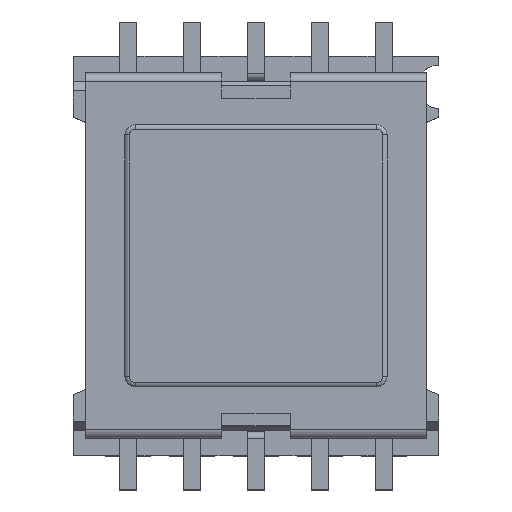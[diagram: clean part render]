
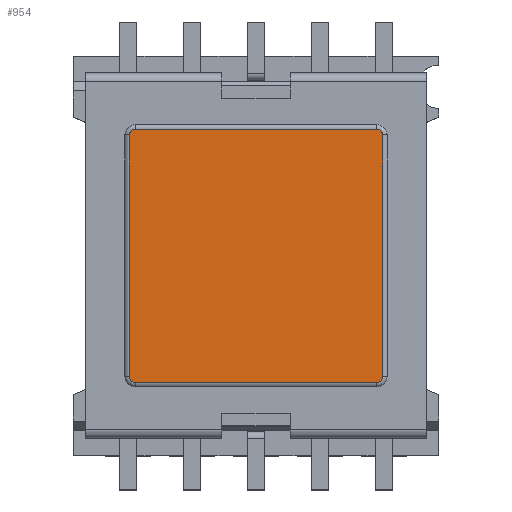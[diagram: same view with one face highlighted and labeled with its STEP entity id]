
A CAD part, top view. The second image highlights one B-rep face of the part: STEP entity #954.
In plain terms, the highlighted planar face has unit normal (0, 0, 1).
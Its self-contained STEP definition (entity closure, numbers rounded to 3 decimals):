
#954 = ADVANCED_FACE( '', ( #1991 ), #1992, .F. );
#1991 = FACE_OUTER_BOUND( '', #2883, .T. );
#1992 = PLANE( '', #2884 );
#2883 = EDGE_LOOP( '', ( #6333, #6334, #6335, #6336, #6337, #6338, #6339, #6340 ) );
#2884 = AXIS2_PLACEMENT_3D( '', #6341, #6342, #6343 );
#6333 = ORIENTED_EDGE( '', *, *, #7869, .T. );
#6334 = ORIENTED_EDGE( '', *, *, #7866, .T. );
#6335 = ORIENTED_EDGE( '', *, *, #7871, .T. );
#6336 = ORIENTED_EDGE( '', *, *, #7875, .T. );
#6337 = ORIENTED_EDGE( '', *, *, #7879, .T. );
#6338 = ORIENTED_EDGE( '', *, *, #7880, .T. );
#6339 = ORIENTED_EDGE( '', *, *, #7877, .T. );
#6340 = ORIENTED_EDGE( '', *, *, #7873, .T. );
#6341 = CARTESIAN_POINT( '', ( 7.1, 7.1, 3.775 ) );
#6342 = DIRECTION( '', ( 0., 0., -1. ) );
#6343 = DIRECTION( '', ( 0., 1., 0. ) );
#7866 = EDGE_CURVE( '', #9839, #9837, #9840, .F. );
#7869 = EDGE_CURVE( '', #9842, #9839, #9844, .F. );
#7871 = EDGE_CURVE( '', #9837, #9845, #9847, .F. );
#7873 = EDGE_CURVE( '', #9848, #9842, #9850, .F. );
#7875 = EDGE_CURVE( '', #9845, #9851, #9853, .F. );
#7877 = EDGE_CURVE( '', #9854, #9848, #9856, .F. );
#7879 = EDGE_CURVE( '', #9851, #9857, #9859, .F. );
#7880 = EDGE_CURVE( '', #9857, #9854, #9860, .F. );
#9837 = VERTEX_POINT( '', #12591 );
#9839 = VERTEX_POINT( '', #12593 );
#9840 = CIRCLE( '', #12594, 0.34 );
#9842 = VERTEX_POINT( '', #12596 );
#9844 = LINE( '', #12598, #12599 );
#9845 = VERTEX_POINT( '', #12600 );
#9847 = LINE( '', #12602, #12603 );
#9848 = VERTEX_POINT( '', #12604 );
#9850 = CIRCLE( '', #12606, 0.34 );
#9851 = VERTEX_POINT( '', #12607 );
#9853 = CIRCLE( '', #12609, 0.34 );
#9854 = VERTEX_POINT( '', #12610 );
#9856 = LINE( '', #12612, #12613 );
#9857 = VERTEX_POINT( '', #12614 );
#9859 = LINE( '', #12616, #12617 );
#9860 = CIRCLE( '', #12618, 0.34 );
#12591 = CARTESIAN_POINT( '', ( -7.1, -7.44, 3.775 ) );
#12593 = CARTESIAN_POINT( '', ( -7.44, -7.1, 3.775 ) );
#12594 = AXIS2_PLACEMENT_3D( '', #14202, #14203, #14204 );
#12596 = CARTESIAN_POINT( '', ( -7.44, 7.1, 3.775 ) );
#12598 = CARTESIAN_POINT( '', ( -7.44, 7.1, 3.775 ) );
#12599 = VECTOR( '', #14211, 1000. );
#12600 = CARTESIAN_POINT( '', ( 7.1, -7.44, 3.775 ) );
#12602 = CARTESIAN_POINT( '', ( 7.1, -7.44, 3.775 ) );
#12603 = VECTOR( '', #14215, 1000. );
#12604 = CARTESIAN_POINT( '', ( -7.1, 7.44, 3.775 ) );
#12606 = AXIS2_PLACEMENT_3D( '', #14219, #14220, #14221 );
#12607 = CARTESIAN_POINT( '', ( 7.44, -7.1, 3.775 ) );
#12609 = AXIS2_PLACEMENT_3D( '', #14225, #14226, #14227 );
#12610 = CARTESIAN_POINT( '', ( 7.1, 7.44, 3.775 ) );
#12612 = CARTESIAN_POINT( '', ( 7.1, 7.44, 3.775 ) );
#12613 = VECTOR( '', #14231, 1000. );
#12614 = CARTESIAN_POINT( '', ( 7.44, 7.1, 3.775 ) );
#12616 = CARTESIAN_POINT( '', ( 7.44, 7.1, 3.775 ) );
#12617 = VECTOR( '', #14235, 1000. );
#12618 = AXIS2_PLACEMENT_3D( '', #14236, #14237, #14238 );
#14202 = CARTESIAN_POINT( '', ( -7.1, -7.1, 3.775 ) );
#14203 = DIRECTION( '', ( 0., 0., -1. ) );
#14204 = DIRECTION( '', ( 0., 1., 0. ) );
#14211 = DIRECTION( '', ( 0., 1., 0. ) );
#14215 = DIRECTION( '', ( -1., 0., 0. ) );
#14219 = CARTESIAN_POINT( '', ( -7.1, 7.1, 3.775 ) );
#14220 = DIRECTION( '', ( 0., 0., -1. ) );
#14221 = DIRECTION( '', ( 0., 1., 0. ) );
#14225 = CARTESIAN_POINT( '', ( 7.1, -7.1, 3.775 ) );
#14226 = DIRECTION( '', ( 0., 0., -1. ) );
#14227 = DIRECTION( '', ( 0., 1., 0. ) );
#14231 = DIRECTION( '', ( 1., 0., 0. ) );
#14235 = DIRECTION( '', ( 0., -1., 0. ) );
#14236 = CARTESIAN_POINT( '', ( 7.1, 7.1, 3.775 ) );
#14237 = DIRECTION( '', ( 0., 0., -1. ) );
#14238 = DIRECTION( '', ( 0., 1., 0. ) );
